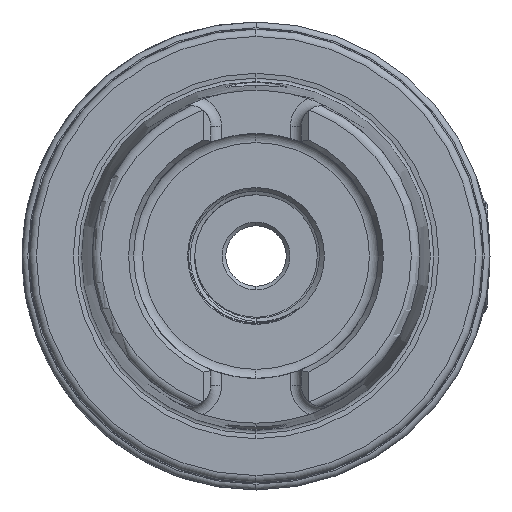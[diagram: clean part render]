
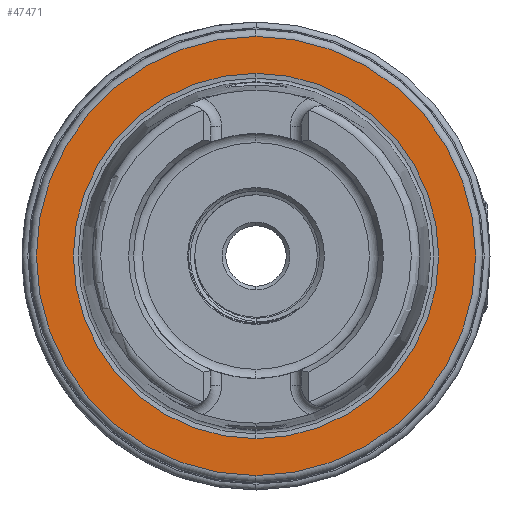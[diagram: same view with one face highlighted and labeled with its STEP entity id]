
A CAD part, left-side view. The second image highlights one B-rep face of the part: STEP entity #47471.
In plain terms, the highlighted planar face has unit normal (-1, 0, 0).
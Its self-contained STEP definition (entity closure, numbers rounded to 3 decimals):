
#3700 = AXIS2_PLACEMENT_3D ( 'NONE', #45341, #45332, #45340 ) ;
#3988 = AXIS2_PLACEMENT_3D ( 'NONE', #9394, #9407, #9395 ) ;
#3995 = AXIS2_PLACEMENT_3D ( 'NONE', #9215, #9218, #9219 ) ;
#4482 = CIRCLE ( 'NONE', #3995, 30.5 ) ;
#4490 = CIRCLE ( 'NONE', #3988, 25.369 ) ;
#4706 = CIRCLE ( 'NONE', #30797, 30.5 ) ;
#4759 = CIRCLE ( 'NONE', #30832, 25.369 ) ;
#6712 = CARTESIAN_POINT ( 'NONE',  ( 0., 0., -30.5 ) ) ;
#6745 = CARTESIAN_POINT ( 'NONE',  ( 0., 0., 30.5 ) ) ;
#6865 = CARTESIAN_POINT ( 'NONE',  ( 0., 0., 0. ) ) ;
#6916 = DIRECTION ( 'NONE',  ( 1., 0., 0. ) ) ;
#6917 = DIRECTION ( 'NONE',  ( 0., 0., -1. ) ) ;
#9215 = CARTESIAN_POINT ( 'NONE',  ( 0., 0., 0. ) ) ;
#9218 = DIRECTION ( 'NONE',  ( -1., 0., 0. ) ) ;
#9219 = DIRECTION ( 'NONE',  ( 0., 0., 1. ) ) ;
#9394 = CARTESIAN_POINT ( 'NONE',  ( 0., 0., 0. ) ) ;
#9395 = DIRECTION ( 'NONE',  ( 0., 0., -1. ) ) ;
#9407 = DIRECTION ( 'NONE',  ( 1., 0., 0. ) ) ;
#24467 = EDGE_LOOP ( 'NONE', ( #42610, #42611 ) ) ;
#24469 = EDGE_LOOP ( 'NONE', ( #42579, #42592 ) ) ;
#24791 = CARTESIAN_POINT ( 'NONE',  ( 0., 0., 0. ) ) ;
#24822 = DIRECTION ( 'NONE',  ( -1., 0., 0. ) ) ;
#24825 = DIRECTION ( 'NONE',  ( 0., 0., 1. ) ) ;
#25842 = CARTESIAN_POINT ( 'NONE',  ( 0., 0., -25.369 ) ) ;
#25849 = CARTESIAN_POINT ( 'NONE',  ( 0., 0., 25.369 ) ) ;
#30797 = AXIS2_PLACEMENT_3D ( 'NONE', #24791, #24822, #24825 ) ;
#30832 = AXIS2_PLACEMENT_3D ( 'NONE', #6865, #6916, #6917 ) ;
#31083 = FACE_OUTER_BOUND ( 'NONE', #24467, .T. ) ;
#31084 = FACE_BOUND ( 'NONE', #24469, .T. ) ;
#31220 = EDGE_CURVE ( 'NONE', #49834, #49786, #4706, .T. ) ;
#31275 = EDGE_CURVE ( 'NONE', #44213, #44215, #4759, .T. ) ;
#31499 = EDGE_CURVE ( 'NONE', #49786, #49834, #4482, .T. ) ;
#31520 = EDGE_CURVE ( 'NONE', #44215, #44213, #4490, .T. ) ;
#42579 = ORIENTED_EDGE ( 'NONE', *, *, #31520, .T. ) ;
#42592 = ORIENTED_EDGE ( 'NONE', *, *, #31275, .T. ) ;
#42610 = ORIENTED_EDGE ( 'NONE', *, *, #31499, .T. ) ;
#42611 = ORIENTED_EDGE ( 'NONE', *, *, #31220, .T. ) ;
#44213 = VERTEX_POINT ( 'NONE', #25842 ) ;
#44215 = VERTEX_POINT ( 'NONE', #25849 ) ;
#45332 = DIRECTION ( 'NONE',  ( -1., 0., 0. ) ) ;
#45340 = DIRECTION ( 'NONE',  ( 0., 0., 1. ) ) ;
#45341 = CARTESIAN_POINT ( 'NONE',  ( 0., 25.369, 0. ) ) ;
#45359 = PLANE ( 'NONE',  #3700 ) ;
#47471 = ADVANCED_FACE ( 'NONE', ( #31083, #31084 ), #45359, .T. ) ;
#49786 = VERTEX_POINT ( 'NONE', #6745 ) ;
#49834 = VERTEX_POINT ( 'NONE', #6712 ) ;
